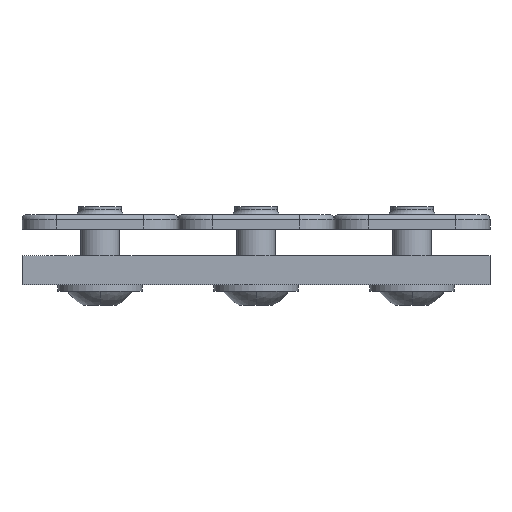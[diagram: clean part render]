
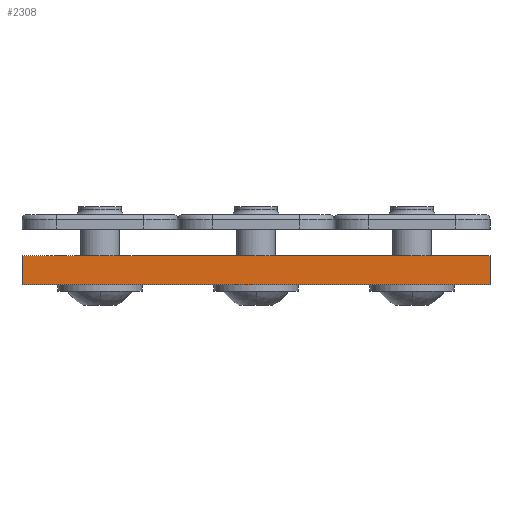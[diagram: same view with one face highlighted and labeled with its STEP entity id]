
A CAD part, left-side view. The second image highlights one B-rep face of the part: STEP entity #2308.
In plain terms, the highlighted planar face has unit normal (-1, 0, 0).
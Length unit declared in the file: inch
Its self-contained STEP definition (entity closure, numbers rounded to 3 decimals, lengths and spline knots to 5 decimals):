
#35 = VERTEX_POINT ( 'NONE', #2019 ) ;
#243 = LINE ( 'NONE', #244, #245 ) ;
#244 = CARTESIAN_POINT ( 'NONE',  ( 0., 0., 0. ) ) ;
#245 = VECTOR ( 'NONE', #246, 39.37008 ) ;
#246 = DIRECTION ( 'NONE',  ( 0., -1., 0. ) ) ;
#388 = LINE ( 'NONE', #389, #390 ) ;
#389 = CARTESIAN_POINT ( 'NONE',  ( 0., 0., 0.188 ) ) ;
#390 = VECTOR ( 'NONE', #391, 39.37008 ) ;
#391 = DIRECTION ( 'NONE',  ( 0., 0., -1. ) ) ;
#535 = CARTESIAN_POINT ( 'NONE',  ( 0., 3., 0.188 ) ) ;
#614 = LINE ( 'NONE', #615, #616 ) ;
#615 = CARTESIAN_POINT ( 'NONE',  ( 0., 3., 0.188 ) ) ;
#616 = VECTOR ( 'NONE', #617, 39.37008 ) ;
#617 = DIRECTION ( 'NONE',  ( 0., 0., -1. ) ) ;
#791 = FACE_OUTER_BOUND ( 'NONE', #2295, .T. ) ;
#792 = PLANE ( 'NONE',  #793 ) ;
#793 = AXIS2_PLACEMENT_3D ( 'NONE', #794, #795, #796 ) ;
#794 = CARTESIAN_POINT ( 'NONE',  ( 0., 0., 0.188 ) ) ;
#795 = DIRECTION ( 'NONE',  ( 1., 0., 0. ) ) ;
#796 = DIRECTION ( 'NONE',  ( 0., 0., -1. ) ) ;
#824 = CARTESIAN_POINT ( 'NONE',  ( 0., 0., 0.188 ) ) ;
#902 = CARTESIAN_POINT ( 'NONE',  ( 0., 0., 0. ) ) ;
#1847 = EDGE_CURVE ( 'NONE', #2414, #2314, #2093, .T. ) ;
#2005 = VERTEX_POINT ( 'NONE', #902 ) ;
#2019 = CARTESIAN_POINT ( 'NONE',  ( 0., 3., 0. ) ) ;
#2093 = LINE ( 'NONE', #2094, #2095 ) ;
#2094 = CARTESIAN_POINT ( 'NONE',  ( 0., 0., 0.188 ) ) ;
#2095 = VECTOR ( 'NONE', #2096, 39.37008 ) ;
#2096 = DIRECTION ( 'NONE',  ( 0., -1., 0. ) ) ;
#2238 = EDGE_CURVE ( 'NONE', #35, #2005, #243, .T. ) ;
#2261 = EDGE_CURVE ( 'NONE', #2314, #2005, #388, .T. ) ;
#2266 = ORIENTED_EDGE ( 'NONE', *, *, #2238, .T. ) ;
#2295 = EDGE_LOOP ( 'NONE', ( #2266, #2367, #2356, #2333 ) ) ;
#2308 = ADVANCED_FACE ( 'NONE', ( #791 ), #792, .F. ) ;
#2314 = VERTEX_POINT ( 'NONE', #824 ) ;
#2333 = ORIENTED_EDGE ( 'NONE', *, *, #2425, .T. ) ;
#2356 = ORIENTED_EDGE ( 'NONE', *, *, #1847, .F. ) ;
#2367 = ORIENTED_EDGE ( 'NONE', *, *, #2261, .F. ) ;
#2414 = VERTEX_POINT ( 'NONE', #535 ) ;
#2425 = EDGE_CURVE ( 'NONE', #2414, #35, #614, .T. ) ;
